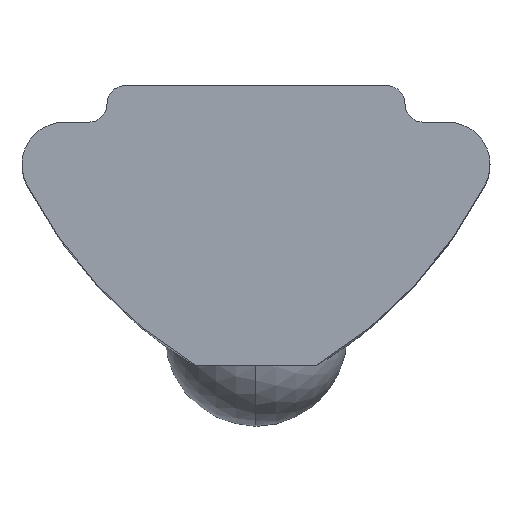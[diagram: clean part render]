
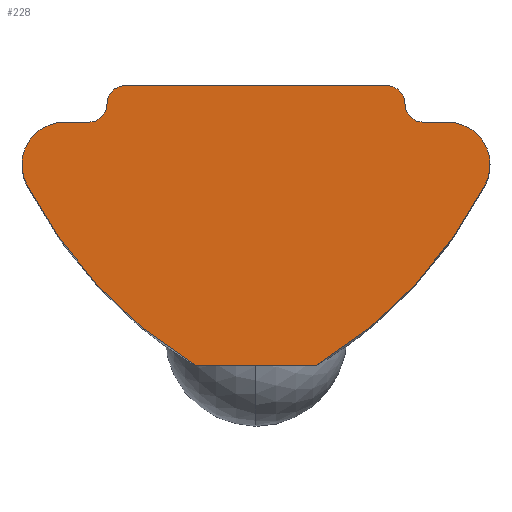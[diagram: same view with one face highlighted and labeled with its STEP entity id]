
A CAD part, top view. The second image highlights one B-rep face of the part: STEP entity #228.
In plain terms, the highlighted planar face has unit normal (0, 0, 1).
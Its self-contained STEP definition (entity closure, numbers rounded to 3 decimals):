
#16 = DIRECTION ( 'NONE',  ( 0., -1., 0. ) ) ;
#28 = DIRECTION ( 'NONE',  ( 0., 0., 1. ) ) ;
#53 = VERTEX_POINT ( 'NONE', #1186 ) ;
#59 = CARTESIAN_POINT ( 'NONE',  ( 2.15, 0.3, 6. ) ) ;
#66 = DIRECTION ( 'NONE',  ( 0., 0., -1. ) ) ;
#98 = CARTESIAN_POINT ( 'NONE',  ( -2.75, 0., 6. ) ) ;
#112 = EDGE_LOOP ( 'NONE', ( #487, #820, #331, #328, #353, #444, #700, #688, #855, #384, #1163, #256 ) ) ;
#116 = DIRECTION ( 'NONE',  ( 0., 1., 0. ) ) ;
#133 = LINE ( 'NONE', #784, #307 ) ;
#145 = VERTEX_POINT ( 'NONE', #98 ) ;
#170 = LINE ( 'NONE', #356, #171 ) ;
#171 = VECTOR ( 'NONE', #321, 1000. ) ;
#176 = EDGE_CURVE ( 'NONE', #145, #222, #327, .T. ) ;
#210 = AXIS2_PLACEMENT_3D ( 'NONE', #842, #28, #16 ) ;
#222 = VERTEX_POINT ( 'NONE', #570 ) ;
#228 = ADVANCED_FACE ( 'NONE', ( #489 ), #867, .F. ) ;
#250 = AXIS2_PLACEMENT_3D ( 'NONE', #557, #645, #924 ) ;
#256 = ORIENTED_EDGE ( 'NONE', *, *, #660, .F. ) ;
#262 = CARTESIAN_POINT ( 'NONE',  ( 2.45, 0.3, 6. ) ) ;
#263 = EDGE_CURVE ( 'NONE', #526, #798, #884, .T. ) ;
#289 = AXIS2_PLACEMENT_3D ( 'NONE', #1104, #456, #471 ) ;
#307 = VECTOR ( 'NONE', #1071, 1000. ) ;
#320 = DIRECTION ( 'NONE',  ( 0., 1., 0. ) ) ;
#321 = DIRECTION ( 'NONE',  ( -1., 0., 0. ) ) ;
#327 = CIRCLE ( 'NONE', #476, 0.3 ) ;
#328 = ORIENTED_EDGE ( 'NONE', *, *, #176, .F. ) ;
#331 = ORIENTED_EDGE ( 'NONE', *, *, #901, .F. ) ;
#340 = DIRECTION ( 'NONE',  ( 0., 0., -1. ) ) ;
#353 = ORIENTED_EDGE ( 'NONE', *, *, #760, .T. ) ;
#356 = CARTESIAN_POINT ( 'NONE',  ( -2.45, 0., 6. ) ) ;
#366 = AXIS2_PLACEMENT_3D ( 'NONE', #762, #340, #320 ) ;
#380 = EDGE_CURVE ( 'NONE', #1153, #797, #862, .T. ) ;
#384 = ORIENTED_EDGE ( 'NONE', *, *, #871, .F. ) ;
#388 = DIRECTION ( 'NONE',  ( 0., 0., -1. ) ) ;
#403 = CIRCLE ( 'NONE', #289, 0.3 ) ;
#406 = EDGE_CURVE ( 'NONE', #682, #991, #133, .T. ) ;
#412 = CARTESIAN_POINT ( 'NONE',  ( 2.15, 0.6, 6. ) ) ;
#444 = ORIENTED_EDGE ( 'NONE', *, *, #263, .F. ) ;
#456 = DIRECTION ( 'NONE',  ( 0., 0., -1. ) ) ;
#465 = VERTEX_POINT ( 'NONE', #262 ) ;
#471 = DIRECTION ( 'NONE',  ( 0., 1., 0. ) ) ;
#476 = AXIS2_PLACEMENT_3D ( 'NONE', #566, #1042, #1030 ) ;
#480 = CIRCLE ( 'NONE', #250, 0.7 ) ;
#487 = ORIENTED_EDGE ( 'NONE', *, *, #1160, .F. ) ;
#489 = FACE_OUTER_BOUND ( 'NONE', #112, .T. ) ;
#526 = VERTEX_POINT ( 'NONE', #832 ) ;
#533 = EDGE_CURVE ( 'NONE', #724, #53, #723, .T. ) ;
#557 = CARTESIAN_POINT ( 'NONE',  ( 3.15, -0.7, 6. ) ) ;
#566 = CARTESIAN_POINT ( 'NONE',  ( -2.75, 0.3, 6. ) ) ;
#570 = CARTESIAN_POINT ( 'NONE',  ( -2.45, 0.3, 6. ) ) ;
#577 = CIRCLE ( 'NONE', #210, 0.3 ) ;
#579 = CIRCLE ( 'NONE', #619, 0.3 ) ;
#601 = CARTESIAN_POINT ( 'NONE',  ( 3.15, 0.6, 6. ) ) ;
#608 = CARTESIAN_POINT ( 'NONE',  ( -2.15, 0.6, 6. ) ) ;
#611 = DIRECTION ( 'NONE',  ( 1., 0., 0. ) ) ;
#619 = AXIS2_PLACEMENT_3D ( 'NONE', #59, #977, #992 ) ;
#626 = CARTESIAN_POINT ( 'NONE',  ( 2.899, 2.407, 6. ) ) ;
#631 = DIRECTION ( 'NONE',  ( 0., 1., 0. ) ) ;
#634 = CARTESIAN_POINT ( 'NONE',  ( -2.45, 0., 6. ) ) ;
#642 = EDGE_CURVE ( 'NONE', #985, #991, #708, .T. ) ;
#645 = DIRECTION ( 'NONE',  ( 0., 0., -1. ) ) ;
#654 = CARTESIAN_POINT ( 'NONE',  ( -2.899, 2.407, 6. ) ) ;
#660 = EDGE_CURVE ( 'NONE', #465, #53, #577, .T. ) ;
#662 = CARTESIAN_POINT ( 'NONE',  ( 1., -4., 6. ) ) ;
#670 = VECTOR ( 'NONE', #1000, 1000. ) ;
#671 = AXIS2_PLACEMENT_3D ( 'NONE', #654, #1112, #116 ) ;
#682 = VERTEX_POINT ( 'NONE', #769 ) ;
#688 = ORIENTED_EDGE ( 'NONE', *, *, #406, .T. ) ;
#696 = CIRCLE ( 'NONE', #982, 7.5 ) ;
#700 = ORIENTED_EDGE ( 'NONE', *, *, #1117, .F. ) ;
#708 = CIRCLE ( 'NONE', #671, 7.5 ) ;
#723 = LINE ( 'NONE', #634, #670 ) ;
#724 = VERTEX_POINT ( 'NONE', #973 ) ;
#760 = EDGE_CURVE ( 'NONE', #145, #798, #170, .T. ) ;
#762 = CARTESIAN_POINT ( 'NONE',  ( -3.15, -0.7, 6. ) ) ;
#769 = CARTESIAN_POINT ( 'NONE',  ( -1., -4., 6. ) ) ;
#781 = CARTESIAN_POINT ( 'NONE',  ( -3.15, 0., 6. ) ) ;
#784 = CARTESIAN_POINT ( 'NONE',  ( 1., -4., 6. ) ) ;
#797 = VERTEX_POINT ( 'NONE', #412 ) ;
#798 = VERTEX_POINT ( 'NONE', #781 ) ;
#820 = ORIENTED_EDGE ( 'NONE', *, *, #380, .F. ) ;
#832 = CARTESIAN_POINT ( 'NONE',  ( -3.773, -1.02, 6. ) ) ;
#841 = CARTESIAN_POINT ( 'NONE',  ( 3.15, -0.7, 6. ) ) ;
#842 = CARTESIAN_POINT ( 'NONE',  ( 2.75, 0.3, 6. ) ) ;
#855 = ORIENTED_EDGE ( 'NONE', *, *, #642, .F. ) ;
#862 = LINE ( 'NONE', #601, #998 ) ;
#867 = PLANE ( 'NONE',  #937 ) ;
#871 = EDGE_CURVE ( 'NONE', #724, #985, #480, .T. ) ;
#884 = CIRCLE ( 'NONE', #366, 0.7 ) ;
#901 = EDGE_CURVE ( 'NONE', #222, #1153, #403, .T. ) ;
#924 = DIRECTION ( 'NONE',  ( 0., 1., 0. ) ) ;
#937 = AXIS2_PLACEMENT_3D ( 'NONE', #841, #388, #1116 ) ;
#973 = CARTESIAN_POINT ( 'NONE',  ( 3.15, 0., 6. ) ) ;
#977 = DIRECTION ( 'NONE',  ( 0., 0., -1. ) ) ;
#982 = AXIS2_PLACEMENT_3D ( 'NONE', #626, #66, #631 ) ;
#985 = VERTEX_POINT ( 'NONE', #1041 ) ;
#991 = VERTEX_POINT ( 'NONE', #662 ) ;
#992 = DIRECTION ( 'NONE',  ( 0., 1., 0. ) ) ;
#998 = VECTOR ( 'NONE', #611, 1000. ) ;
#1000 = DIRECTION ( 'NONE',  ( -1., 0., 0. ) ) ;
#1030 = DIRECTION ( 'NONE',  ( 0., -1., 0. ) ) ;
#1041 = CARTESIAN_POINT ( 'NONE',  ( 3.773, -1.02, 6. ) ) ;
#1042 = DIRECTION ( 'NONE',  ( 0., 0., 1. ) ) ;
#1071 = DIRECTION ( 'NONE',  ( 1., 0., 0. ) ) ;
#1104 = CARTESIAN_POINT ( 'NONE',  ( -2.15, 0.3, 6. ) ) ;
#1112 = DIRECTION ( 'NONE',  ( 0., 0., -1. ) ) ;
#1116 = DIRECTION ( 'NONE',  ( 0., 1., 0. ) ) ;
#1117 = EDGE_CURVE ( 'NONE', #682, #526, #696, .T. ) ;
#1153 = VERTEX_POINT ( 'NONE', #608 ) ;
#1160 = EDGE_CURVE ( 'NONE', #797, #465, #579, .T. ) ;
#1163 = ORIENTED_EDGE ( 'NONE', *, *, #533, .T. ) ;
#1186 = CARTESIAN_POINT ( 'NONE',  ( 2.75, 0., 6. ) ) ;
